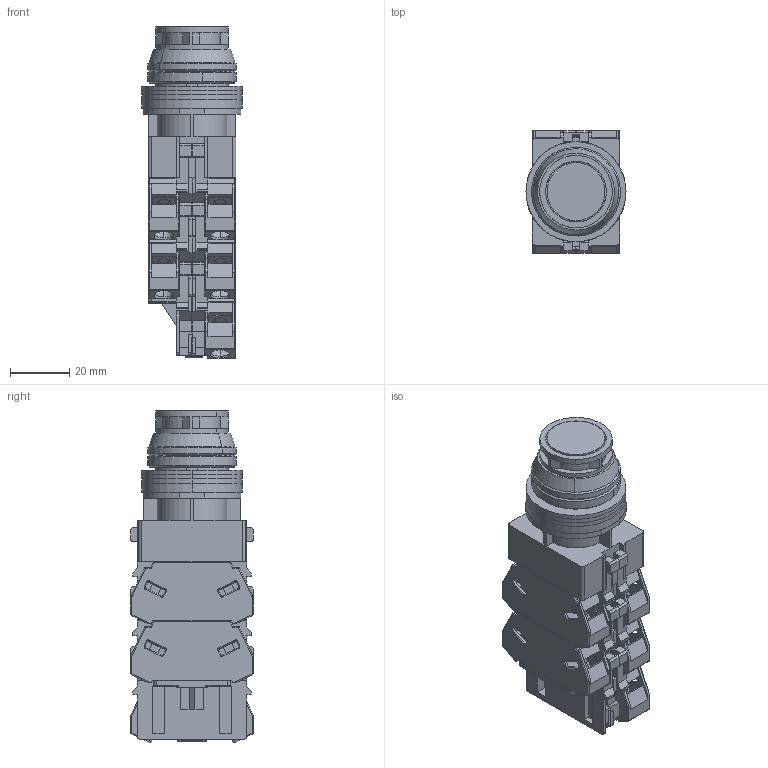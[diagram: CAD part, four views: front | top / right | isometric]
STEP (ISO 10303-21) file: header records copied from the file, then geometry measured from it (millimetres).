
FILE_DESCRIPTION (( 'STEP AP203' ), '1' );
FILE_NAME ('130_A(O)LFS2[66][11][22]xxDN$.STEP', '2020-11-20T06:56:08', ( '' ), ( '' ), 'SwSTEP 2.0', 'SolidWorks 2019', '' );
FILE_SCHEMA (( 'CONFIG_CONTROL_DESIGN' ));
Length unit declared in the file: millimetre
Products named in the file (10): OW-22_蹬怮椔; 130_A(O)LFS2[66][11][22]xxDN$; OW-21_蹬怮椔; ALS1F-1_蹬怮椔; TWS-LOCKNUT_蹬怮椔; ALS1F_蹬怮椔; ALS_BODY_蹬怮椔; HW-Uxx(R)_蹬怮椔; ALS06_蹬怮椔; HW-DB_蹬怮椔
Assembly tree (15 placements, depth 3):
  130_A(O)LFS2[66][11][22]xxDN$
    ALS_BODY_蹬怮椔
    ALS06_蹬怮椔
    OW-22_蹬怮椔
    OW-21_蹬怮椔  x3
    ALS1F_蹬怮椔
      ALS1F-1_蹬怮椔
      TWS-LOCKNUT_蹬怮椔
    HW-Uxx(R)_蹬怮椔  x5
    HW-DB_蹬怮椔
Bounding box: 33.8 x 41.4 x 112.2 mm (x, y, z)
Volume: 92479.6 mm3; surface area: 44567.9 mm2
Topology: 14 solids, 14 shells, 1632 faces, 4492 edges, 2886 vertices
Faces by surface type: plane 991, cylinder 427, bspline 184, cone 30
Entity records: 19323 total; most frequent: CARTESIAN_POINT 4130, ORIENTED_EDGE 3020, DIRECTION 2818, EDGE_CURVE 1510, LINE 1108, VECTOR 1108, VERTEX_POINT 982, AXIS2_PLACEMENT_3D 855
